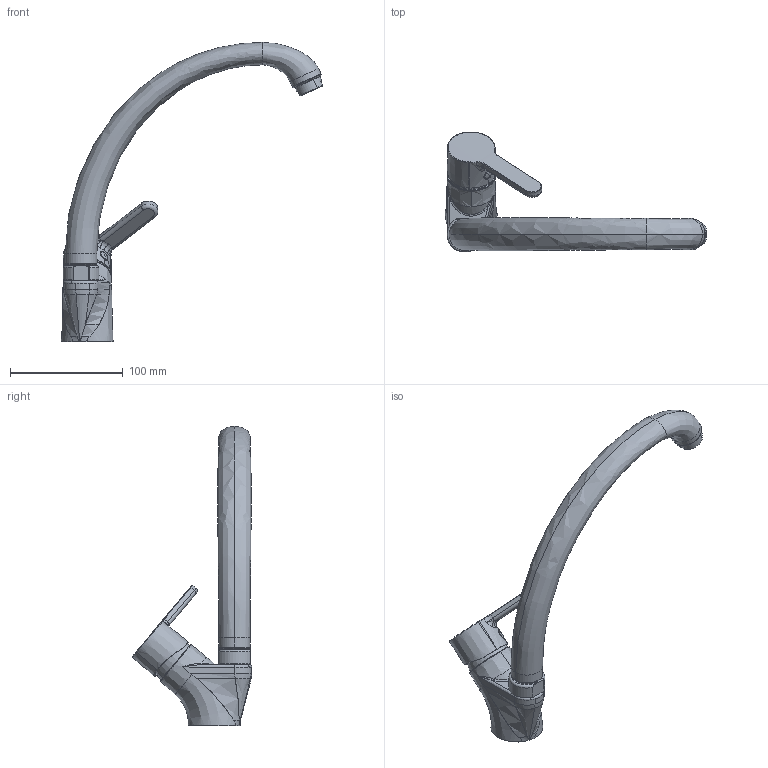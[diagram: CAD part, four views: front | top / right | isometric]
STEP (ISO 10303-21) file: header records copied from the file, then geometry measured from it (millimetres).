
FILE_DESCRIPTION(('CATIA V5 STEP Exchange','CAx-IF Rec.Pracs.--- Model Styling and Organization---1.5--- 2016-08-15','CAx-IF Rec.Pracs.---Supplemental Geometry---1.0---2011-11-01','CAx-IF Rec.Pracs.--- Composite Materials ---3.4---2017-06-13','CAx-IF Rec.Pracs.---Tessellated 3D Geometry---1.0---2015-12-17'),'2;1');
FILE_NAME('H2I00520.stp','2023-02-02T08:57:23+00:00',('none'),('none'),'CATIA Version 5-6 Release 2020 SP2','CATIA V5 STEP AP242 v2','none');
FILE_SCHEMA(('AP242_MANAGED_MODEL_BASED_3D_ENGINEERING_MIM_LF {1 0 10303 442 1 1 4}'));
Length unit declared in the file: millimetre
Products named in the file (1): H2I00520_AllCATPart
Bounding box: 232.15 x 106.44 x 265.85 mm (x, y, z)
Volume: 58199.9 mm3; surface area: 98230.3 mm2
Topology: 10 solids, 54 shells, 379 faces, 1058 edges, 740 vertices
Faces by surface type: cylinder 119, plane 97, bspline 89, cone 51, torus 19, sphere 4
Entity records: 20023 total; most frequent: CARTESIAN_POINT 11704, ORIENTED_EDGE 1878, DIRECTION 1050, EDGE_CURVE 1046, VERTEX_POINT 740, AXIS2_PLACEMENT_3D 551, EDGE_LOOP 418, B_SPLINE_CURVE_WITH_KNOTS 394
